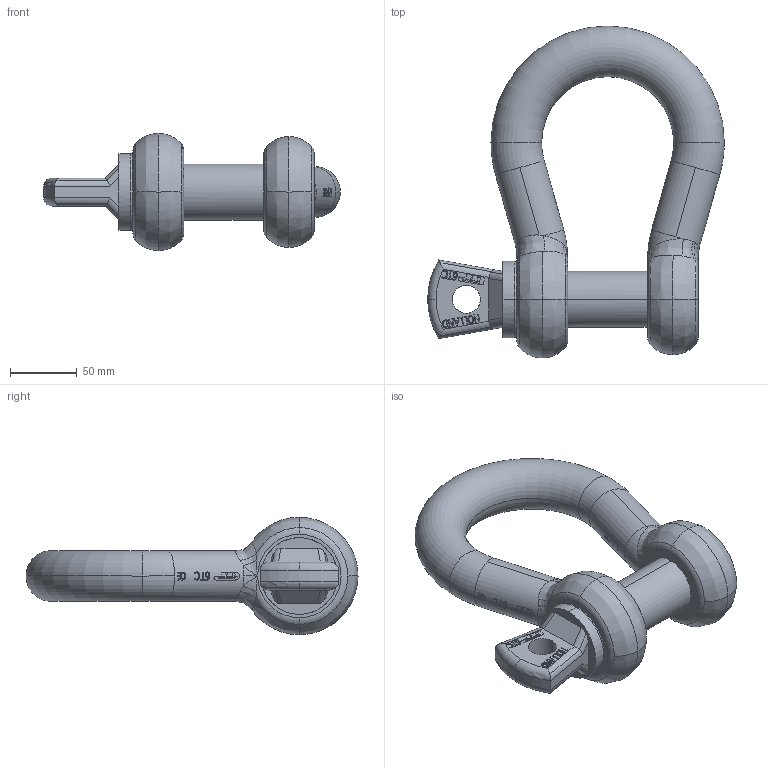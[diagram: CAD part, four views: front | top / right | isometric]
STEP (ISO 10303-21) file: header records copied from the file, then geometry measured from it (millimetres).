
FILE_DESCRIPTION(('.'),'2;1');
FILE_NAME('GPGHBB38.stp','2012-01-15T12:26:20+00:00',('.'),('.'),'','STEP AP214','.');
FILE_SCHEMA(('AUTOMOTIVE_DESIGN { 1 0 10303 214 1 1 1 1 }'));
Length unit declared in the file: millimetre
Products named in the file (3): GPGHBB38; 17; 17_1
Assembly tree (2 placements, depth 2):
  GPGHBB38
    17
    17_1
Bounding box: 222.5 x 249 x 88 mm (x, y, z)
Volume: 959549.5 mm3; surface area: 120146.9 mm2
Topology: 2 solids, 2 shells, 695 faces, 2106 edges, 1452 vertices
Faces by surface type: plane 291, bspline 238, cylinder 130, torus 34, cone 2
Entity records: 29189 total; most frequent: CARTESIAN_POINT 12763, ORIENTED_EDGE 4196, EDGE_CURVE 2098, DIRECTION 1668, VERTEX_POINT 1452, B_SPLINE_CURVE_WITH_KNOTS 1262, EDGE_LOOP 746, VECTOR 718
